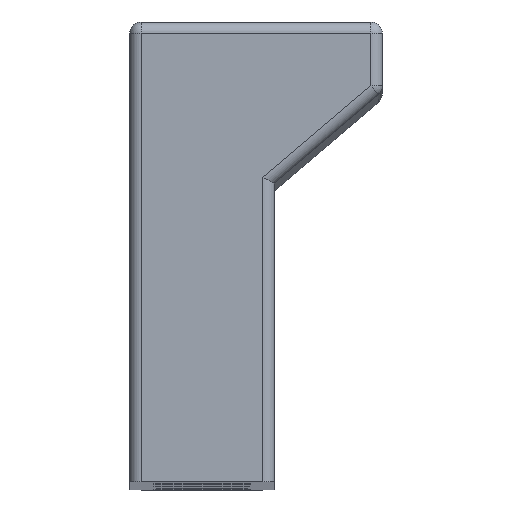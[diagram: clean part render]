
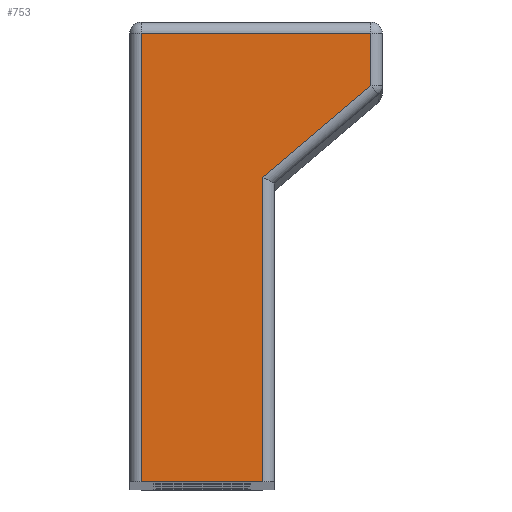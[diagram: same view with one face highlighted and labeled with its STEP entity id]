
A CAD part, top view. The second image highlights one B-rep face of the part: STEP entity #753.
In plain terms, the highlighted planar face has unit normal (0, 0, 1).
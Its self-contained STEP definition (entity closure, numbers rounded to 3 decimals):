
#37=PLANE('',#873);
#105=FACE_OUTER_BOUND('',#160,.T.);
#160=EDGE_LOOP('',(#686,#687,#688,#689,#690,#691));
#165=LINE('',#1154,#217);
#198=LINE('',#1297,#250);
#199=LINE('',#1303,#251);
#201=LINE('',#1313,#253);
#203=LINE('',#1323,#255);
#206=LINE('',#1329,#258);
#217=VECTOR('',#900,10.);
#250=VECTOR('',#1063,10.);
#251=VECTOR('',#1070,10.);
#253=VECTOR('',#1082,10.);
#255=VECTOR('',#1094,10.);
#258=VECTOR('',#1101,10.);
#324=VERTEX_POINT('',#1151);
#325=VERTEX_POINT('',#1153);
#370=VERTEX_POINT('',#1296);
#372=VERTEX_POINT('',#1302);
#375=VERTEX_POINT('',#1312);
#378=VERTEX_POINT('',#1322);
#391=EDGE_CURVE('',#324,#325,#165,.T.);
#459=EDGE_CURVE('',#325,#370,#198,.T.);
#462=EDGE_CURVE('',#370,#372,#199,.T.);
#467=EDGE_CURVE('',#372,#375,#201,.T.);
#472=EDGE_CURVE('',#375,#378,#203,.T.);
#476=EDGE_CURVE('',#378,#324,#206,.T.);
#686=ORIENTED_EDGE('',*,*,#459,.F.);
#687=ORIENTED_EDGE('',*,*,#391,.F.);
#688=ORIENTED_EDGE('',*,*,#476,.F.);
#689=ORIENTED_EDGE('',*,*,#472,.F.);
#690=ORIENTED_EDGE('',*,*,#467,.F.);
#691=ORIENTED_EDGE('',*,*,#462,.F.);
#753=ADVANCED_FACE('',(#105),#37,.T.);
#873=AXIS2_PLACEMENT_3D('',#1345,#1126,#1127);
#900=DIRECTION('',(-1.,0.,0.));
#1063=DIRECTION('',(0.,1.,0.));
#1070=DIRECTION('',(1.,0.,0.));
#1082=DIRECTION('',(0.,-1.,0.));
#1094=DIRECTION('',(-0.762,-0.648,0.));
#1101=DIRECTION('',(0.,-1.,0.));
#1126=DIRECTION('center_axis',(0.,0.,1.));
#1127=DIRECTION('ref_axis',(1.,0.,0.));
#1151=CARTESIAN_POINT('',(5.759,-3.216,200.));
#1153=CARTESIAN_POINT('',(0.459,-3.216,200.));
#1154=CARTESIAN_POINT('',(6.259,-3.216,200.));
#1296=CARTESIAN_POINT('',(0.459,16.284,200.));
#1297=CARTESIAN_POINT('',(0.459,2.236,200.));
#1302=CARTESIAN_POINT('',(10.459,16.284,200.));
#1303=CARTESIAN_POINT('',(2.293,16.284,200.));
#1312=CARTESIAN_POINT('',(10.459,14.015,200.));
#1313=CARTESIAN_POINT('',(10.459,11.986,200.));
#1322=CARTESIAN_POINT('',(5.759,10.015,200.));
#1323=CARTESIAN_POINT('',(7.061,11.124,200.));
#1329=CARTESIAN_POINT('',(5.759,8.736,200.));
#1345=CARTESIAN_POINT('Origin',(4.126,7.688,200.));
